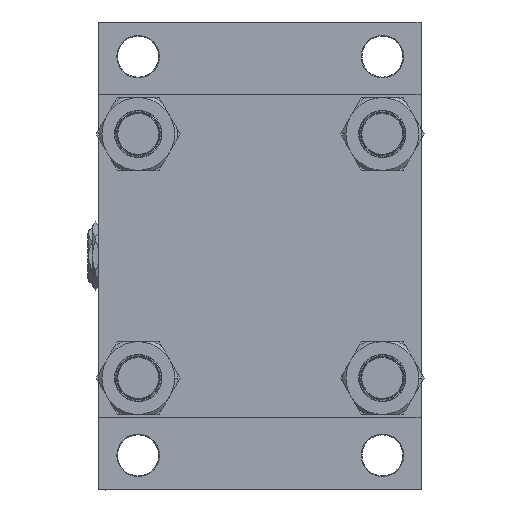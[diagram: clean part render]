
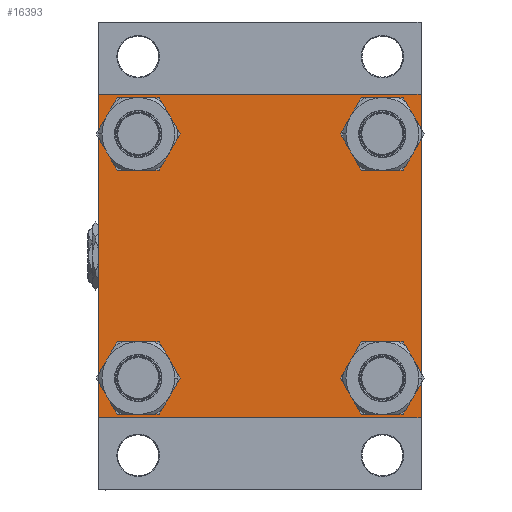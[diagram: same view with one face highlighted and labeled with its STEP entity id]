
A CAD part, left-side view. The second image highlights one B-rep face of the part: STEP entity #16393.
In plain terms, the highlighted planar face has unit normal (-1, 0, 0).
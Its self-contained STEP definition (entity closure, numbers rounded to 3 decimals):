
#652 = DIRECTION ( 'NONE',  ( 0., 0., 1. ) ) ;
#960 = CARTESIAN_POINT ( 'NONE',  ( 0., -77.45, 63.45 ) ) ;
#1131 = ORIENTED_EDGE ( 'NONE', *, *, #40188, .T. ) ;
#1161 = FACE_OUTER_BOUND ( 'NONE', #2646, .T. ) ;
#1337 = CARTESIAN_POINT ( 'NONE',  ( 0., 77.45, -77.45 ) ) ;
#1521 = AXIS2_PLACEMENT_3D ( 'NONE', #24376, #42223, #19408 ) ;
#1801 = CARTESIAN_POINT ( 'NONE',  ( 0., 102., 102.5 ) ) ;
#1842 = EDGE_CURVE ( 'NONE', #28876, #23913, #28762, .T. ) ;
#1892 = ORIENTED_EDGE ( 'NONE', *, *, #19794, .F. ) ;
#1949 = AXIS2_PLACEMENT_3D ( 'NONE', #37390, #21153, #45225 ) ;
#2048 = LINE ( 'NONE', #43868, #50075 ) ;
#2646 = EDGE_LOOP ( 'NONE', ( #6383, #12815, #13308, #35780, #38511, #4904, #1892, #31456 ) ) ;
#4904 = ORIENTED_EDGE ( 'NONE', *, *, #18703, .T. ) ;
#5721 = ORIENTED_EDGE ( 'NONE', *, *, #35910, .T. ) ;
#6282 = LINE ( 'NONE', #33156, #17658 ) ;
#6383 = ORIENTED_EDGE ( 'NONE', *, *, #47965, .T. ) ;
#6883 = CARTESIAN_POINT ( 'NONE',  ( 0., -102., -102.5 ) ) ;
#7019 = CARTESIAN_POINT ( 'NONE',  ( 0., 102.5, -102.5 ) ) ;
#7328 = EDGE_CURVE ( 'NONE', #23913, #28876, #39492, .T. ) ;
#8191 = EDGE_CURVE ( 'NONE', #35733, #17248, #6282, .T. ) ;
#8762 = VERTEX_POINT ( 'NONE', #19866 ) ;
#10275 = CARTESIAN_POINT ( 'NONE',  ( 0., -77.45, 91.45 ) ) ;
#10285 = DIRECTION ( 'NONE',  ( 1., 0., 0. ) ) ;
#10599 = ORIENTED_EDGE ( 'NONE', *, *, #30067, .T. ) ;
#10937 = CARTESIAN_POINT ( 'NONE',  ( 0., -102.25, 102.25 ) ) ;
#11180 = VERTEX_POINT ( 'NONE', #20160 ) ;
#11547 = CARTESIAN_POINT ( 'NONE',  ( 0., 77.45, -91.45 ) ) ;
#12535 = VERTEX_POINT ( 'NONE', #44349 ) ;
#12566 = FACE_BOUND ( 'NONE', #32421, .T. ) ;
#12815 = ORIENTED_EDGE ( 'NONE', *, *, #8191, .T. ) ;
#12866 = CIRCLE ( 'NONE', #40395, 14. ) ;
#13308 = ORIENTED_EDGE ( 'NONE', *, *, #22575, .T. ) ;
#13479 = EDGE_LOOP ( 'NONE', ( #1131, #49731 ) ) ;
#13602 = CARTESIAN_POINT ( 'NONE',  ( 0., 102.5, -102. ) ) ;
#14179 = VERTEX_POINT ( 'NONE', #30517 ) ;
#14320 = LINE ( 'NONE', #17618, #34772 ) ;
#14948 = VERTEX_POINT ( 'NONE', #19115 ) ;
#15137 = AXIS2_PLACEMENT_3D ( 'NONE', #29297, #10285, #17898 ) ;
#15174 = VERTEX_POINT ( 'NONE', #20955 ) ;
#16393 = ADVANCED_FACE ( 'NONE', ( #12566, #43477, #39683, #20397, #1161 ), #44967, .T. ) ;
#16441 = EDGE_LOOP ( 'NONE', ( #31219, #38144 ) ) ;
#16821 = DIRECTION ( 'NONE',  ( 0., 0.707, -0.707 ) ) ;
#17248 = VERTEX_POINT ( 'NONE', #32830 ) ;
#17380 = VECTOR ( 'NONE', #41869, 1000. ) ;
#17528 = DIRECTION ( 'NONE',  ( 0., 0., 1. ) ) ;
#17618 = CARTESIAN_POINT ( 'NONE',  ( 0., 102.5, 102.5 ) ) ;
#17658 = VECTOR ( 'NONE', #28831, 1000. ) ;
#17898 = DIRECTION ( 'NONE',  ( 0., 0., 1. ) ) ;
#18206 = EDGE_CURVE ( 'NONE', #25569, #14948, #46868, .T. ) ;
#18608 = DIRECTION ( 'NONE',  ( 0., 0., 1. ) ) ;
#18703 = EDGE_CURVE ( 'NONE', #14179, #11180, #45660, .T. ) ;
#19115 = CARTESIAN_POINT ( 'NONE',  ( 0., -102.5, -102. ) ) ;
#19142 = CARTESIAN_POINT ( 'NONE',  ( 0., 77.45, 77.45 ) ) ;
#19408 = DIRECTION ( 'NONE',  ( 0., 0., 1. ) ) ;
#19410 = DIRECTION ( 'NONE',  ( 1., 0., 0. ) ) ;
#19785 = DIRECTION ( 'NONE',  ( 1., 0., 0. ) ) ;
#19794 = EDGE_CURVE ( 'NONE', #43848, #11180, #24600, .T. ) ;
#19866 = CARTESIAN_POINT ( 'NONE',  ( 0., 77.45, 91.45 ) ) ;
#20160 = CARTESIAN_POINT ( 'NONE',  ( 0., -102., 102.5 ) ) ;
#20345 = ORIENTED_EDGE ( 'NONE', *, *, #1842, .T. ) ;
#20397 = FACE_BOUND ( 'NONE', #39389, .T. ) ;
#20955 = CARTESIAN_POINT ( 'NONE',  ( 0., -77.45, -63.45 ) ) ;
#21153 = DIRECTION ( 'NONE',  ( -1., 0., 0. ) ) ;
#21718 = CIRCLE ( 'NONE', #1521, 14. ) ;
#22575 = EDGE_CURVE ( 'NONE', #17248, #25569, #41734, .T. ) ;
#23345 = CARTESIAN_POINT ( 'NONE',  ( 0., -77.45, -77.45 ) ) ;
#23913 = VERTEX_POINT ( 'NONE', #960 ) ;
#24152 = ORIENTED_EDGE ( 'NONE', *, *, #7328, .T. ) ;
#24255 = VECTOR ( 'NONE', #16821, 1000. ) ;
#24376 = CARTESIAN_POINT ( 'NONE',  ( 0., 77.45, 77.45 ) ) ;
#24600 = LINE ( 'NONE', #36536, #41705 ) ;
#24621 = DIRECTION ( 'NONE',  ( 1., 0., 0. ) ) ;
#24889 = AXIS2_PLACEMENT_3D ( 'NONE', #35086, #26964, #18608 ) ;
#25344 = DIRECTION ( 'NONE',  ( 0., 0., 1. ) ) ;
#25569 = VERTEX_POINT ( 'NONE', #6883 ) ;
#25677 = EDGE_CURVE ( 'NONE', #37875, #15174, #39506, .T. ) ;
#26964 = DIRECTION ( 'NONE',  ( 1., 0., 0. ) ) ;
#28510 = DIRECTION ( 'NONE',  ( 0., -0.707, 0.707 ) ) ;
#28762 = CIRCLE ( 'NONE', #43359, 14. ) ;
#28831 = DIRECTION ( 'NONE',  ( 0., -0.707, -0.707 ) ) ;
#28876 = VERTEX_POINT ( 'NONE', #10275 ) ;
#29297 = CARTESIAN_POINT ( 'NONE',  ( 0., 77.45, -77.45 ) ) ;
#29656 = DIRECTION ( 'NONE',  ( 1., 0., 0. ) ) ;
#29676 = AXIS2_PLACEMENT_3D ( 'NONE', #39895, #31798, #652 ) ;
#30067 = EDGE_CURVE ( 'NONE', #49920, #8762, #21718, .T. ) ;
#30080 = VERTEX_POINT ( 'NONE', #11547 ) ;
#30517 = CARTESIAN_POINT ( 'NONE',  ( 0., -102.5, 102. ) ) ;
#31219 = ORIENTED_EDGE ( 'NONE', *, *, #44505, .T. ) ;
#31456 = ORIENTED_EDGE ( 'NONE', *, *, #33077, .T. ) ;
#31798 = DIRECTION ( 'NONE',  ( 1., 0., 0. ) ) ;
#32144 = CIRCLE ( 'NONE', #15137, 14. ) ;
#32228 = AXIS2_PLACEMENT_3D ( 'NONE', #23345, #19785, #38827 ) ;
#32331 = CARTESIAN_POINT ( 'NONE',  ( 0., -102.25, -102.25 ) ) ;
#32421 = EDGE_LOOP ( 'NONE', ( #20345, #24152 ) ) ;
#32830 = CARTESIAN_POINT ( 'NONE',  ( 0., 102., -102.5 ) ) ;
#32923 = VECTOR ( 'NONE', #45522, 1000. ) ;
#33077 = EDGE_CURVE ( 'NONE', #43848, #12535, #36350, .T. ) ;
#33099 = DIRECTION ( 'NONE',  ( 0., 0., -1. ) ) ;
#33156 = CARTESIAN_POINT ( 'NONE',  ( 0., 102.25, -102.25 ) ) ;
#34385 = VERTEX_POINT ( 'NONE', #47389 ) ;
#34627 = DIRECTION ( 'NONE',  ( 0., 0., 1. ) ) ;
#34772 = VECTOR ( 'NONE', #33099, 1000. ) ;
#35086 = CARTESIAN_POINT ( 'NONE',  ( 0., -77.45, 77.45 ) ) ;
#35733 = VERTEX_POINT ( 'NONE', #13602 ) ;
#35780 = ORIENTED_EDGE ( 'NONE', *, *, #18206, .T. ) ;
#35910 = EDGE_CURVE ( 'NONE', #8762, #49920, #49572, .T. ) ;
#36350 = LINE ( 'NONE', #43940, #24255 ) ;
#36536 = CARTESIAN_POINT ( 'NONE',  ( 0., 102.5, 102.5 ) ) ;
#37390 = CARTESIAN_POINT ( 'NONE',  ( 0., 0., 0. ) ) ;
#37875 = VERTEX_POINT ( 'NONE', #43053 ) ;
#38144 = ORIENTED_EDGE ( 'NONE', *, *, #41182, .T. ) ;
#38511 = ORIENTED_EDGE ( 'NONE', *, *, #46642, .F. ) ;
#38598 = CIRCLE ( 'NONE', #29676, 14. ) ;
#38827 = DIRECTION ( 'NONE',  ( 0., 0., 1. ) ) ;
#39389 = EDGE_LOOP ( 'NONE', ( #5721, #10599 ) ) ;
#39492 = CIRCLE ( 'NONE', #24889, 14. ) ;
#39506 = CIRCLE ( 'NONE', #32228, 14. ) ;
#39683 = FACE_BOUND ( 'NONE', #16441, .T. ) ;
#39895 = CARTESIAN_POINT ( 'NONE',  ( 0., -77.45, -77.45 ) ) ;
#40188 = EDGE_CURVE ( 'NONE', #15174, #37875, #38598, .T. ) ;
#40324 = DIRECTION ( 'NONE',  ( 0., -1., 0. ) ) ;
#40395 = AXIS2_PLACEMENT_3D ( 'NONE', #1337, #24621, #17528 ) ;
#40815 = DIRECTION ( 'NONE',  ( 0., 0., -1. ) ) ;
#41182 = EDGE_CURVE ( 'NONE', #30080, #34385, #32144, .T. ) ;
#41705 = VECTOR ( 'NONE', #40324, 1000. ) ;
#41734 = LINE ( 'NONE', #7019, #32923 ) ;
#41869 = DIRECTION ( 'NONE',  ( 0., 0.707, 0.707 ) ) ;
#42223 = DIRECTION ( 'NONE',  ( 1., 0., 0. ) ) ;
#43053 = CARTESIAN_POINT ( 'NONE',  ( 0., -77.45, -91.45 ) ) ;
#43359 = AXIS2_PLACEMENT_3D ( 'NONE', #48436, #29656, #25344 ) ;
#43477 = FACE_BOUND ( 'NONE', #13479, .T. ) ;
#43848 = VERTEX_POINT ( 'NONE', #1801 ) ;
#43868 = CARTESIAN_POINT ( 'NONE',  ( 0., -102.5, 102.5 ) ) ;
#43940 = CARTESIAN_POINT ( 'NONE',  ( 0., 102.25, 102.25 ) ) ;
#44095 = VECTOR ( 'NONE', #28510, 1000. ) ;
#44349 = CARTESIAN_POINT ( 'NONE',  ( 0., 102.5, 102. ) ) ;
#44505 = EDGE_CURVE ( 'NONE', #34385, #30080, #12866, .T. ) ;
#44967 = PLANE ( 'NONE',  #1949 ) ;
#45225 = DIRECTION ( 'NONE',  ( 0., 0., 1. ) ) ;
#45522 = DIRECTION ( 'NONE',  ( 0., -1., 0. ) ) ;
#45660 = LINE ( 'NONE', #10937, #17380 ) ;
#45695 = CARTESIAN_POINT ( 'NONE',  ( 0., 77.45, 63.45 ) ) ;
#46313 = AXIS2_PLACEMENT_3D ( 'NONE', #19142, #19410, #34627 ) ;
#46642 = EDGE_CURVE ( 'NONE', #14179, #14948, #2048, .T. ) ;
#46868 = LINE ( 'NONE', #32331, #44095 ) ;
#47389 = CARTESIAN_POINT ( 'NONE',  ( 0., 77.45, -63.45 ) ) ;
#47965 = EDGE_CURVE ( 'NONE', #12535, #35733, #14320, .T. ) ;
#48436 = CARTESIAN_POINT ( 'NONE',  ( 0., -77.45, 77.45 ) ) ;
#49572 = CIRCLE ( 'NONE', #46313, 14. ) ;
#49731 = ORIENTED_EDGE ( 'NONE', *, *, #25677, .T. ) ;
#49920 = VERTEX_POINT ( 'NONE', #45695 ) ;
#50075 = VECTOR ( 'NONE', #40815, 1000. ) ;
